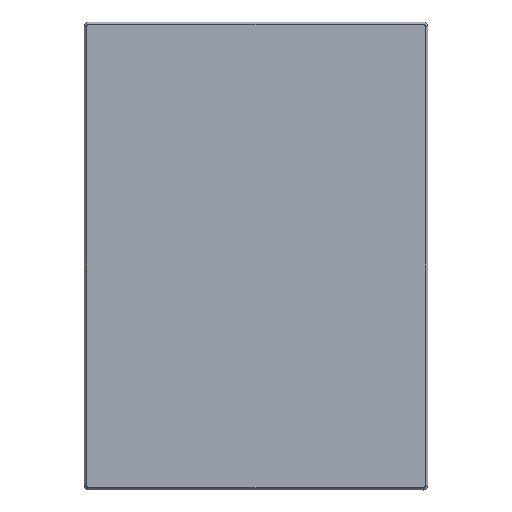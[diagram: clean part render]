
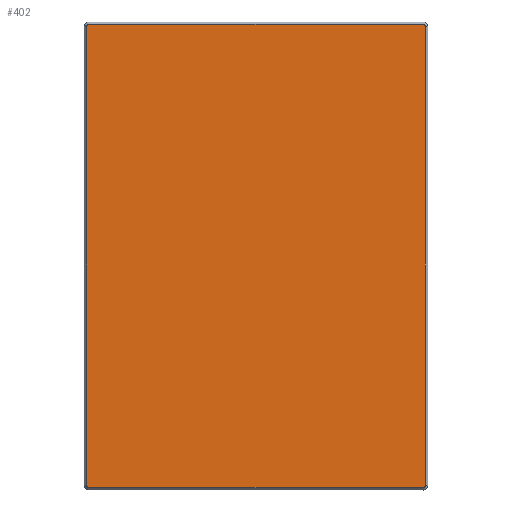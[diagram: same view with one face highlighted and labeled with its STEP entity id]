
A CAD part, top view. The second image highlights one B-rep face of the part: STEP entity #402.
In plain terms, the highlighted planar face has unit normal (0, 0, 1).
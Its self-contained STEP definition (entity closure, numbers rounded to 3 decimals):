
#11 = DIRECTION ( 'NONE',  ( -1., 0., 0. ) ) ;
#33 = DIRECTION ( 'NONE',  ( -1., 0., 0. ) ) ;
#49 = VERTEX_POINT ( 'NONE', #1137 ) ;
#58 = ORIENTED_EDGE ( 'NONE', *, *, #1224, .F. ) ;
#80 = AXIS2_PLACEMENT_3D ( 'NONE', #130, #969, #33 ) ;
#90 = DIRECTION ( 'NONE',  ( 0., -1., 0. ) ) ;
#103 = VECTOR ( 'NONE', #1365, 1000. ) ;
#106 = CARTESIAN_POINT ( 'NONE',  ( -0.157, -101.841, 272.42 ) ) ;
#122 = CARTESIAN_POINT ( 'NONE',  ( 73.447, 100.841, 272.42 ) ) ;
#130 = CARTESIAN_POINT ( 'NONE',  ( -73.447, 100.841, 272.42 ) ) ;
#143 = CARTESIAN_POINT ( 'NONE',  ( -73.447, -101.841, 272.42 ) ) ;
#145 = VERTEX_POINT ( 'NONE', #195 ) ;
#171 = EDGE_CURVE ( 'NONE', #308, #145, #497, .T. ) ;
#195 = CARTESIAN_POINT ( 'NONE',  ( -74.447, 100.841, 272.42 ) ) ;
#215 = DIRECTION ( 'NONE',  ( -1., 0., 0. ) ) ;
#231 = DIRECTION ( 'NONE',  ( 0., 0., -1. ) ) ;
#253 = VECTOR ( 'NONE', #1080, 1000. ) ;
#270 = CIRCLE ( 'NONE', #80, 1. ) ;
#298 = ORIENTED_EDGE ( 'NONE', *, *, #171, .F. ) ;
#301 = AXIS2_PLACEMENT_3D ( 'NONE', #122, #538, #960 ) ;
#308 = VERTEX_POINT ( 'NONE', #549 ) ;
#311 = CARTESIAN_POINT ( 'NONE',  ( -0.157, 101.841, 272.42 ) ) ;
#334 = AXIS2_PLACEMENT_3D ( 'NONE', #1063, #433, #215 ) ;
#361 = EDGE_CURVE ( 'NONE', #1275, #914, #834, .T. ) ;
#375 = EDGE_CURVE ( 'NONE', #953, #1275, #622, .T. ) ;
#390 = EDGE_CURVE ( 'NONE', #413, #1170, #1278, .T. ) ;
#402 = ADVANCED_FACE ( 'NONE', ( #746 ), #752, .F. ) ;
#408 = CARTESIAN_POINT ( 'NONE',  ( 73.447, 101.841, 272.42 ) ) ;
#413 = VERTEX_POINT ( 'NONE', #924 ) ;
#433 = DIRECTION ( 'NONE',  ( 0., 0., -1. ) ) ;
#497 = LINE ( 'NONE', #918, #103 ) ;
#504 = AXIS2_PLACEMENT_3D ( 'NONE', #954, #512, #11 ) ;
#512 = DIRECTION ( 'NONE',  ( 0., 0., -1. ) ) ;
#538 = DIRECTION ( 'NONE',  ( 0., 0., -1. ) ) ;
#543 = DIRECTION ( 'NONE',  ( -1., 0., 0. ) ) ;
#549 = CARTESIAN_POINT ( 'NONE',  ( -74.447, -100.841, 272.42 ) ) ;
#551 = CARTESIAN_POINT ( 'NONE',  ( 74.447, -100.841, 272.42 ) ) ;
#590 = CARTESIAN_POINT ( 'NONE',  ( 74.447, -0.629, 272.42 ) ) ;
#606 = EDGE_CURVE ( 'NONE', #145, #413, #270, .T. ) ;
#615 = VECTOR ( 'NONE', #90, 1000. ) ;
#622 = CIRCLE ( 'NONE', #334, 1. ) ;
#629 = ORIENTED_EDGE ( 'NONE', *, *, #361, .F. ) ;
#630 = CIRCLE ( 'NONE', #504, 1. ) ;
#653 = CARTESIAN_POINT ( 'NONE',  ( 73.447, -101.841, 272.42 ) ) ;
#691 = ORIENTED_EDGE ( 'NONE', *, *, #1070, .F. ) ;
#746 = FACE_OUTER_BOUND ( 'NONE', #877, .T. ) ;
#747 = ORIENTED_EDGE ( 'NONE', *, *, #606, .F. ) ;
#752 = PLANE ( 'NONE',  #1341 ) ;
#804 = VECTOR ( 'NONE', #543, 1000. ) ;
#834 = LINE ( 'NONE', #106, #804 ) ;
#836 = CIRCLE ( 'NONE', #301, 1. ) ;
#877 = EDGE_LOOP ( 'NONE', ( #747, #298, #58, #629, #1314, #691, #1095, #887 ) ) ;
#887 = ORIENTED_EDGE ( 'NONE', *, *, #390, .F. ) ;
#914 = VERTEX_POINT ( 'NONE', #143 ) ;
#918 = CARTESIAN_POINT ( 'NONE',  ( -74.447, -0.629, 272.42 ) ) ;
#924 = CARTESIAN_POINT ( 'NONE',  ( -73.447, 101.841, 272.42 ) ) ;
#936 = DIRECTION ( 'NONE',  ( 0., 1., 0. ) ) ;
#953 = VERTEX_POINT ( 'NONE', #551 ) ;
#954 = CARTESIAN_POINT ( 'NONE',  ( -73.447, -100.841, 272.42 ) ) ;
#960 = DIRECTION ( 'NONE',  ( -1., 0., 0. ) ) ;
#969 = DIRECTION ( 'NONE',  ( 0., 0., -1. ) ) ;
#988 = EDGE_CURVE ( 'NONE', #1170, #49, #836, .T. ) ;
#1063 = CARTESIAN_POINT ( 'NONE',  ( 73.447, -100.841, 272.42 ) ) ;
#1070 = EDGE_CURVE ( 'NONE', #49, #953, #1217, .T. ) ;
#1080 = DIRECTION ( 'NONE',  ( 1., 0., 0. ) ) ;
#1095 = ORIENTED_EDGE ( 'NONE', *, *, #988, .F. ) ;
#1137 = CARTESIAN_POINT ( 'NONE',  ( 74.447, 100.841, 272.42 ) ) ;
#1170 = VERTEX_POINT ( 'NONE', #408 ) ;
#1181 = CARTESIAN_POINT ( 'NONE',  ( -0.157, -0.629, 272.42 ) ) ;
#1217 = LINE ( 'NONE', #590, #615 ) ;
#1224 = EDGE_CURVE ( 'NONE', #914, #308, #630, .T. ) ;
#1275 = VERTEX_POINT ( 'NONE', #653 ) ;
#1278 = LINE ( 'NONE', #311, #253 ) ;
#1314 = ORIENTED_EDGE ( 'NONE', *, *, #375, .F. ) ;
#1341 = AXIS2_PLACEMENT_3D ( 'NONE', #1181, #231, #936 ) ;
#1365 = DIRECTION ( 'NONE',  ( 0., 1., 0. ) ) ;
